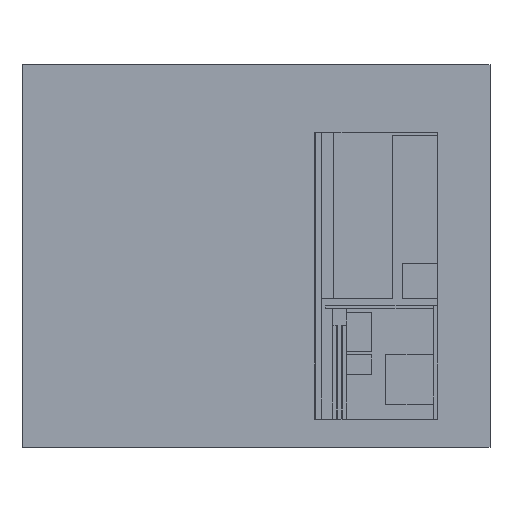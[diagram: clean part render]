
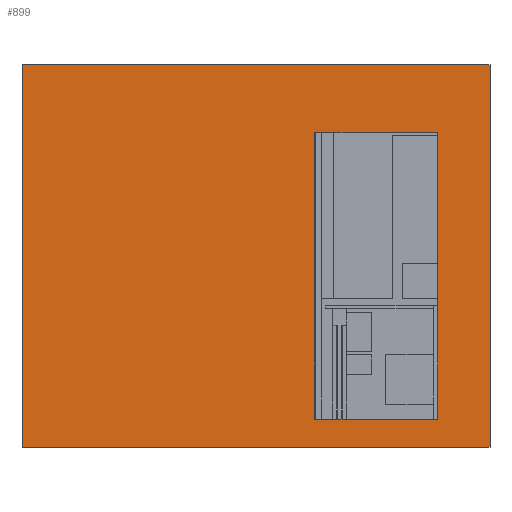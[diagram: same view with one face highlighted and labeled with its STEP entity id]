
A CAD part, front view. The second image highlights one B-rep face of the part: STEP entity #899.
In plain terms, the highlighted planar face has unit normal (0, -1, 0).
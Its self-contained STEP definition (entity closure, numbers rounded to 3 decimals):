
#188 = VERTEX_POINT('',#189);
#189 = CARTESIAN_POINT('',(1650.,-1529.577,41.371)
  );
#195 = EDGE_CURVE('',#188,#196,#198,.T.);
#196 = VERTEX_POINT('',#197);
#197 = CARTESIAN_POINT('',(-1650.,-1529.577,41.371)
  );
#198 = LINE('',#199,#200);
#199 = CARTESIAN_POINT('',(1280.,-1529.577,41.371)
  );
#200 = VECTOR('',#201,1.);
#201 = DIRECTION('',(-1.,0.,0.));
#220 = VERTEX_POINT('',#221);
#221 = CARTESIAN_POINT('',(415.,-1529.577,241.371));
#227 = EDGE_CURVE('',#220,#228,#230,.T.);
#228 = VERTEX_POINT('',#229);
#229 = CARTESIAN_POINT('',(1280.,-1529.577,241.371)
  );
#230 = LINE('',#231,#232);
#231 = CARTESIAN_POINT('',(1280.,-1529.577,241.371)
  );
#232 = VECTOR('',#233,1.);
#233 = DIRECTION('',(1.,0.,0.));
#445 = EDGE_CURVE('',#446,#448,#450,.T.);
#446 = VERTEX_POINT('',#447);
#447 = CARTESIAN_POINT('',(1280.,-1529.577,
    2261.371));
#448 = VERTEX_POINT('',#449);
#449 = CARTESIAN_POINT('',(415.,-1529.577,2261.371)
  );
#450 = LINE('',#451,#452);
#451 = CARTESIAN_POINT('',(1280.,-1529.577,
    2261.371));
#452 = VECTOR('',#453,1.);
#453 = DIRECTION('',(-1.,0.,0.));
#493 = EDGE_CURVE('',#228,#446,#494,.T.);
#494 = LINE('',#495,#496);
#495 = CARTESIAN_POINT('',(1280.,-1529.577,241.371)
  );
#496 = VECTOR('',#497,1.);
#497 = DIRECTION('',(0.,0.,1.));
#695 = EDGE_CURVE('',#220,#448,#696,.T.);
#696 = LINE('',#697,#698);
#697 = CARTESIAN_POINT('',(415.,-1529.577,241.371));
#698 = VECTOR('',#699,1.);
#699 = DIRECTION('',(0.,0.,1.));
#716 = EDGE_CURVE('',#196,#717,#719,.T.);
#717 = VERTEX_POINT('',#718);
#718 = CARTESIAN_POINT('',(-1650.,-1529.577,
    2741.371));
#719 = LINE('',#720,#721);
#720 = CARTESIAN_POINT('',(-1650.,-1529.577,241.371
    ));
#721 = VECTOR('',#722,1.);
#722 = DIRECTION('',(0.,0.,1.));
#875 = VERTEX_POINT('',#876);
#876 = CARTESIAN_POINT('',(1650.,-1529.577,
    2741.371));
#882 = EDGE_CURVE('',#188,#875,#883,.T.);
#883 = LINE('',#884,#885);
#884 = CARTESIAN_POINT('',(1650.,-1529.577,241.371)
  );
#885 = VECTOR('',#886,1.);
#886 = DIRECTION('',(0.,0.,1.));
#899 = ADVANCED_FACE('',(#900,#911),#917,.T.);
#900 = FACE_BOUND('',#901,.T.);
#901 = EDGE_LOOP('',(#902,#903,#904,#905));
#902 = ORIENTED_EDGE('',*,*,#716,.F.);
#903 = ORIENTED_EDGE('',*,*,#195,.F.);
#904 = ORIENTED_EDGE('',*,*,#882,.T.);
#905 = ORIENTED_EDGE('',*,*,#906,.F.);
#906 = EDGE_CURVE('',#717,#875,#907,.T.);
#907 = LINE('',#908,#909);
#908 = CARTESIAN_POINT('',(415.,-1529.577,2741.371)
  );
#909 = VECTOR('',#910,1.);
#910 = DIRECTION('',(1.,0.,0.));
#911 = FACE_BOUND('',#912,.T.);
#912 = EDGE_LOOP('',(#913,#914,#915,#916));
#913 = ORIENTED_EDGE('',*,*,#695,.T.);
#914 = ORIENTED_EDGE('',*,*,#445,.F.);
#915 = ORIENTED_EDGE('',*,*,#493,.F.);
#916 = ORIENTED_EDGE('',*,*,#227,.F.);
#917 = PLANE('',#918);
#918 = AXIS2_PLACEMENT_3D('',#919,#920,#921);
#919 = CARTESIAN_POINT('',(1280.,-1529.577,241.371)
  );
#920 = DIRECTION('',(0.,-1.,0.));
#921 = DIRECTION('',(1.,0.,0.));
